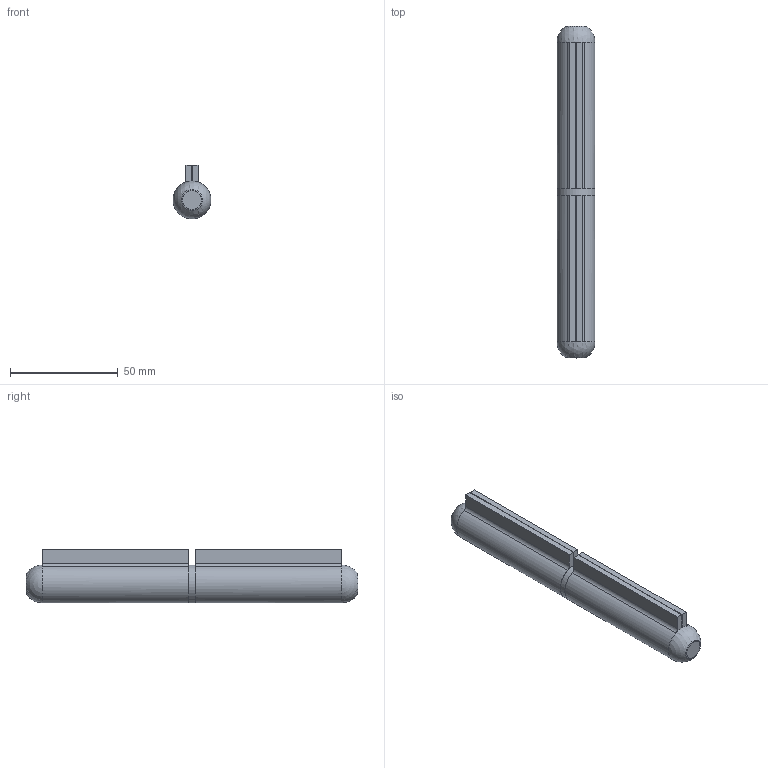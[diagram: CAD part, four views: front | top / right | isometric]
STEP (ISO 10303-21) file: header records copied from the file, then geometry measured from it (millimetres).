
FILE_DESCRIPTION (( 'STEP AP203' ), '1' );
FILE_NAME ('425-14.step', '2021-09-07T14:48:13', ( '' ), ( '' ), 'SwSTEP 2.0', 'SolidWorks 2018', '' );
FILE_SCHEMA (( 'CONFIG_CONTROL_DESIGN' ));
Length unit declared in the file: millimetre
Products named in the file (5): 425-XX Teil1_425-14 Teil1; 425-14; 425-XX Teil1; 425-XX Teil2; 425-XX Teil2_425-14 Teil2
Assembly tree (2 placements, depth 2):
  425-14
    425-XX Teil2_425-14 Teil2
    425-XX Teil1_425-14 Teil1
  425-XX Teil1
  425-XX Teil2
Bounding box: 17.6 x 154 x 25 mm (x, y, z)
Volume: 31586.6 mm3; surface area: 21405.4 mm2
Topology: 3 solids, 3 shells, 272 faces, 725 edges, 479 vertices
Faces by surface type: plane 170, bspline 82, cylinder 15, sphere 2, torus 2, cone 1
Full cylindrical faces by diameter (mm): 11.8 x1, 12.2 x1, 17.6 x1
Entity records: 12251 total; most frequent: CARTESIAN_POINT 5610, ORIENTED_EDGE 1422, DIRECTION 984, EDGE_CURVE 711, VECTOR 502, LINE 502, VERTEX_POINT 475, EDGE_LOOP 302
